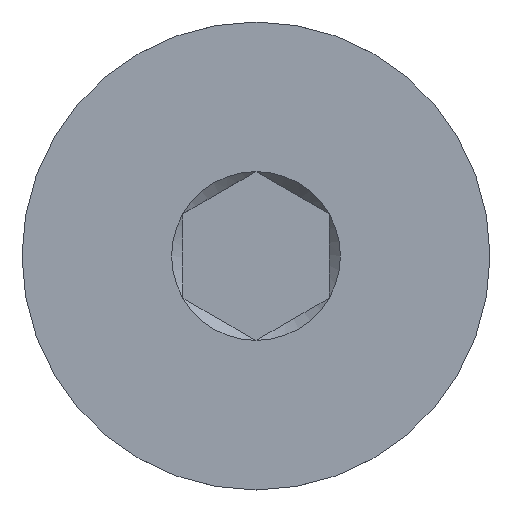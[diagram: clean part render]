
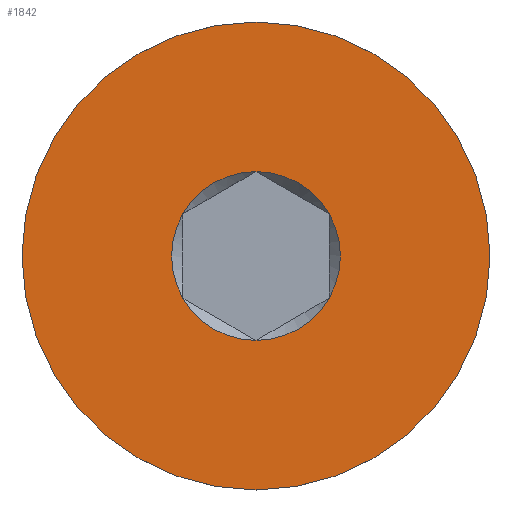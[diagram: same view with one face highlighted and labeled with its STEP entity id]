
A CAD part, top view. The second image highlights one B-rep face of the part: STEP entity #1842.
In plain terms, the highlighted planar face has unit normal (0, 0, 1).
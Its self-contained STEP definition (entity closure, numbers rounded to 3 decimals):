
#17=FACE_BOUND('',#223,.T.);
#18=PLANE('',#1978);
#120=FACE_OUTER_BOUND('',#222,.T.);
#222=EDGE_LOOP('',(#1449,#1450));
#223=EDGE_LOOP('',(#1451,#1452,#1453,#1454,#1455,#1456));
#377=CIRCLE('',#1969,1.443);
#378=CIRCLE('',#1971,4.);
#379=CIRCLE('',#1972,4.);
#384=CIRCLE('',#1979,1.443);
#385=CIRCLE('',#1980,1.443);
#386=CIRCLE('',#1981,1.443);
#387=CIRCLE('',#1982,1.443);
#388=CIRCLE('',#1983,1.443);
#793=VERTEX_POINT('',#20428);
#794=VERTEX_POINT('',#20429);
#795=VERTEX_POINT('',#20435);
#796=VERTEX_POINT('',#20436);
#802=VERTEX_POINT('',#20507);
#803=VERTEX_POINT('',#20509);
#804=VERTEX_POINT('',#20511);
#805=VERTEX_POINT('',#20513);
#1064=EDGE_CURVE('',#793,#794,#377,.T.);
#1065=EDGE_CURVE('',#795,#796,#378,.T.);
#1066=EDGE_CURVE('',#796,#795,#379,.T.);
#1075=EDGE_CURVE('',#794,#802,#384,.T.);
#1076=EDGE_CURVE('',#802,#803,#385,.T.);
#1077=EDGE_CURVE('',#803,#804,#386,.T.);
#1078=EDGE_CURVE('',#804,#805,#387,.T.);
#1079=EDGE_CURVE('',#805,#793,#388,.T.);
#1449=ORIENTED_EDGE('',*,*,#1065,.T.);
#1450=ORIENTED_EDGE('',*,*,#1066,.T.);
#1451=ORIENTED_EDGE('',*,*,#1075,.T.);
#1452=ORIENTED_EDGE('',*,*,#1076,.T.);
#1453=ORIENTED_EDGE('',*,*,#1077,.T.);
#1454=ORIENTED_EDGE('',*,*,#1078,.T.);
#1455=ORIENTED_EDGE('',*,*,#1079,.T.);
#1456=ORIENTED_EDGE('',*,*,#1064,.T.);
#1842=ADVANCED_FACE('',(#120,#17),#18,.F.);
#1969=AXIS2_PLACEMENT_3D('',#20433,#2259,#2260);
#1971=AXIS2_PLACEMENT_3D('',#20437,#2263,#2264);
#1972=AXIS2_PLACEMENT_3D('',#20438,#2265,#2266);
#1978=AXIS2_PLACEMENT_3D('',#20506,#2279,#2280);
#1979=AXIS2_PLACEMENT_3D('',#20508,#2281,#2282);
#1980=AXIS2_PLACEMENT_3D('',#20510,#2283,#2284);
#1981=AXIS2_PLACEMENT_3D('',#20512,#2285,#2286);
#1982=AXIS2_PLACEMENT_3D('',#20514,#2287,#2288);
#1983=AXIS2_PLACEMENT_3D('',#20515,#2289,#2290);
#2259=DIRECTION('center_axis',(0.,0.,-1.));
#2260=DIRECTION('ref_axis',(-1.,0.,0.));
#2263=DIRECTION('center_axis',(0.,0.,1.));
#2264=DIRECTION('ref_axis',(0.,-1.,0.));
#2265=DIRECTION('center_axis',(0.,0.,1.));
#2266=DIRECTION('ref_axis',(0.,-1.,0.));
#2279=DIRECTION('center_axis',(0.,0.,-1.));
#2280=DIRECTION('ref_axis',(0.,1.,0.));
#2281=DIRECTION('center_axis',(0.,0.,-1.));
#2282=DIRECTION('ref_axis',(-1.,0.,0.));
#2283=DIRECTION('center_axis',(0.,0.,-1.));
#2284=DIRECTION('ref_axis',(-1.,0.,0.));
#2285=DIRECTION('center_axis',(0.,0.,-1.));
#2286=DIRECTION('ref_axis',(-1.,0.,0.));
#2287=DIRECTION('center_axis',(0.,0.,-1.));
#2288=DIRECTION('ref_axis',(-1.,0.,0.));
#2289=DIRECTION('center_axis',(0.,0.,-1.));
#2290=DIRECTION('ref_axis',(-1.,0.,0.));
#20428=CARTESIAN_POINT('',(-1.25,-0.722,15.));
#20429=CARTESIAN_POINT('',(-1.25,0.722,15.));
#20433=CARTESIAN_POINT('Origin',(0.,0.,15.));
#20435=CARTESIAN_POINT('',(0.,-4.,15.));
#20436=CARTESIAN_POINT('',(0.,4.,15.));
#20437=CARTESIAN_POINT('Origin',(0.,0.,15.));
#20438=CARTESIAN_POINT('Origin',(0.,0.,15.));
#20506=CARTESIAN_POINT('Origin',(0.,0.,
15.));
#20507=CARTESIAN_POINT('',(0.,1.443,15.));
#20508=CARTESIAN_POINT('Origin',(0.,0.,15.));
#20509=CARTESIAN_POINT('',(1.25,0.722,15.));
#20510=CARTESIAN_POINT('Origin',(0.,0.,15.));
#20511=CARTESIAN_POINT('',(1.25,-0.722,15.));
#20512=CARTESIAN_POINT('Origin',(0.,0.,15.));
#20513=CARTESIAN_POINT('',(0.,-1.443,15.));
#20514=CARTESIAN_POINT('Origin',(0.,0.,15.));
#20515=CARTESIAN_POINT('Origin',(0.,0.,15.));
